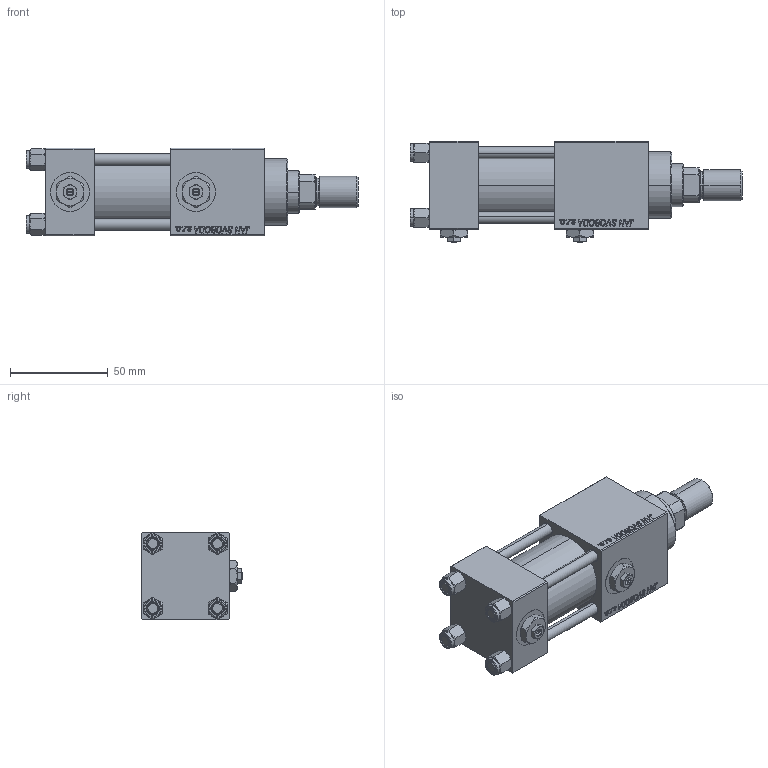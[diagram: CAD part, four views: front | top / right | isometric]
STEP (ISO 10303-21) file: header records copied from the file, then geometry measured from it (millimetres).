
FILE_DESCRIPTION (( 'STEP AP203' ), '1' );
FILE_NAME ('9ca2.STEP', '2023-08-23T10:32:09', ( '' ), ( '' ), 'SwSTEP 2.0', 'SolidWorks 2019', '' );
FILE_SCHEMA (( 'CONFIG_CONTROL_DESIGN' ));
Length unit declared in the file: millimetre
Products named in the file (8): ROD_END_AH b8724597f8b956cf543ba2cfa581823b; NUT_M5_C b8724597f8b956cf543ba2cfa581823b; V215_VC_A b8724597f8b956cf543ba2cfa581823b; V215CR_C_TYCINKA b8724597f8b956cf543ba2cfa581823b; 9ca2; V215CR_VCP_C b8724597f8b956cf543ba2cfa581823b; Zatka_pro_OIL_PORT b8724597f8b956cf543ba2cfa581823b; V215CR_C_Body b8724597f8b956cf543ba2cfa581823b
Assembly tree (14 placements, depth 2):
  9ca2
    V215CR_C_Body b8724597f8b956cf543ba2cfa581823b
    V215CR_VCP_C b8724597f8b956cf543ba2cfa581823b
    NUT_M5_C b8724597f8b956cf543ba2cfa581823b  x4
    V215CR_C_TYCINKA b8724597f8b956cf543ba2cfa581823b  x4
    V215_VC_A b8724597f8b956cf543ba2cfa581823b
    ROD_END_AH b8724597f8b956cf543ba2cfa581823b
    Zatka_pro_OIL_PORT b8724597f8b956cf543ba2cfa581823b  x2
Bounding box: 170 x 52 x 45 mm (x, y, z)
Volume: 202266.5 mm3; surface area: 70714.6 mm2
Topology: 14 solids, 14 shells, 1262 faces, 3132 edges, 2019 vertices
Faces by surface type: plane 576, bspline 392, cone 182, cylinder 102, torus 10
Entity records: 52656 total; most frequent: CARTESIAN_POINT 27753, ORIENTED_EDGE 5564, DIRECTION 3624, EDGE_CURVE 2782, VERTEX_POINT 1817, LINE 1648, VECTOR 1648, EDGE_LOOP 1235
